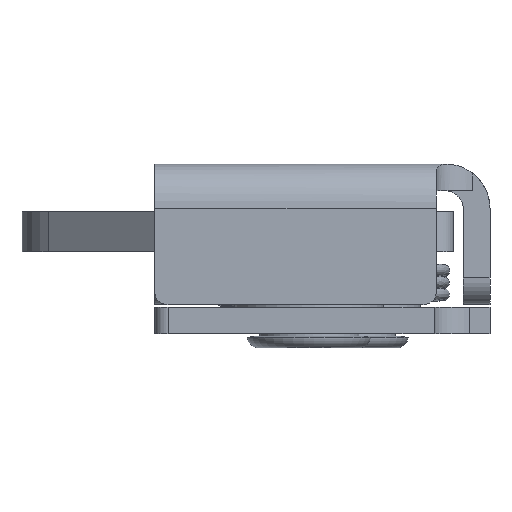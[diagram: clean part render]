
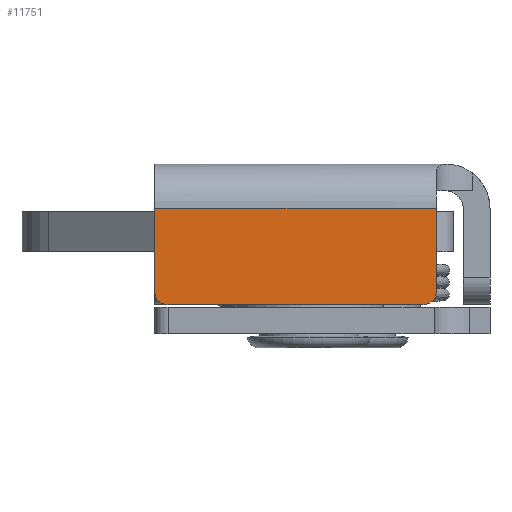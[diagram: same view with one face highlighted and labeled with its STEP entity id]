
A CAD part, left-side view. The second image highlights one B-rep face of the part: STEP entity #11751.
In plain terms, the highlighted planar face has unit normal (-1, 0, 0).
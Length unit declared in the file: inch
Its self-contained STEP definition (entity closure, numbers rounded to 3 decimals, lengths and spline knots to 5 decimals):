
#525=PLANE('',#12511);
#1062=FACE_OUTER_BOUND('',#1738,.T.);
#1738=EDGE_LOOP('',(#9666,#9667,#9668,#9669,#9670,#9671));
#2775=LINE('',#19295,#3865);
#2778=LINE('',#19301,#3868);
#2779=LINE('',#19303,#3869);
#2780=LINE('',#19305,#3870);
#3865=VECTOR('',#14822,0.8551);
#3868=VECTOR('',#14827,0.2782);
#3869=VECTOR('',#14828,0.9451);
#3870=VECTOR('',#14829,0.2782);
#4311=CIRCLE('',#12509,0.045);
#4312=CIRCLE('',#12512,0.045);
#5453=VERTEX_POINT('',#19288);
#5454=VERTEX_POINT('',#19290);
#5455=VERTEX_POINT('',#19294);
#5457=VERTEX_POINT('',#19300);
#5458=VERTEX_POINT('',#19302);
#5459=VERTEX_POINT('',#19304);
#6926=EDGE_CURVE('',#5453,#5454,#4311,.T.);
#6928=EDGE_CURVE('',#5455,#5454,#2775,.T.);
#6931=EDGE_CURVE('',#5457,#5453,#2778,.T.);
#6932=EDGE_CURVE('',#5458,#5457,#2779,.T.);
#6933=EDGE_CURVE('',#5458,#5459,#2780,.T.);
#6934=EDGE_CURVE('',#5455,#5459,#4312,.T.);
#9666=ORIENTED_EDGE('',*,*,#6926,.F.);
#9667=ORIENTED_EDGE('',*,*,#6931,.F.);
#9668=ORIENTED_EDGE('',*,*,#6932,.F.);
#9669=ORIENTED_EDGE('',*,*,#6933,.T.);
#9670=ORIENTED_EDGE('',*,*,#6934,.F.);
#9671=ORIENTED_EDGE('',*,*,#6928,.T.);
#11751=ADVANCED_FACE('',(#1062),#525,.T.);
#12509=AXIS2_PLACEMENT_3D('',#19291,#14817,#14818);
#12511=AXIS2_PLACEMENT_3D('',#19299,#14825,#14826);
#12512=AXIS2_PLACEMENT_3D('',#19306,#14830,#14831);
#14817=DIRECTION('center_axis',(1.,0.,0.));
#14818=DIRECTION('ref_axis',(0.,-0.707,-0.707));
#14822=DIRECTION('',(0.,-1.,0.));
#14825=DIRECTION('center_axis',(-1.,0.,0.));
#14826=DIRECTION('ref_axis',(0.,0.,1.));
#14827=DIRECTION('',(0.,0.,-1.));
#14828=DIRECTION('',(0.,-1.,0.));
#14829=DIRECTION('',(0.,0.,-1.));
#14830=DIRECTION('center_axis',(1.,0.,0.));
#14831=DIRECTION('ref_axis',(0.,0.707,-0.707));
#19288=CARTESIAN_POINT('',(-1.202,-0.4274,-0.4272));
#19290=CARTESIAN_POINT('',(-1.202,-0.3824,-0.4722));
#19291=CARTESIAN_POINT('Origin',(-1.202,-0.3824,-0.4272));
#19294=CARTESIAN_POINT('',(-1.202,0.4727,-0.4722));
#19295=CARTESIAN_POINT('',(-1.202,-0.4274,-0.4722));
#19299=CARTESIAN_POINT('Origin',(-1.202,0.5177,0.));
#19300=CARTESIAN_POINT('',(-1.202,-0.4274,-0.149));
#19301=CARTESIAN_POINT('',(-1.202,-0.4274,0.));
#19302=CARTESIAN_POINT('',(-1.202,0.5177,-0.149));
#19303=CARTESIAN_POINT('',(-1.202,0.22454,-0.149));
#19304=CARTESIAN_POINT('',(-1.202,0.5177,-0.4272));
#19305=CARTESIAN_POINT('',(-1.202,0.5177,0.));
#19306=CARTESIAN_POINT('Origin',(-1.202,0.4727,-0.4272));
